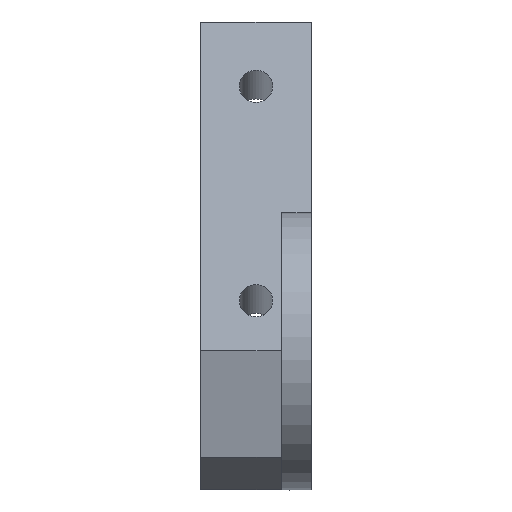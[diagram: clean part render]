
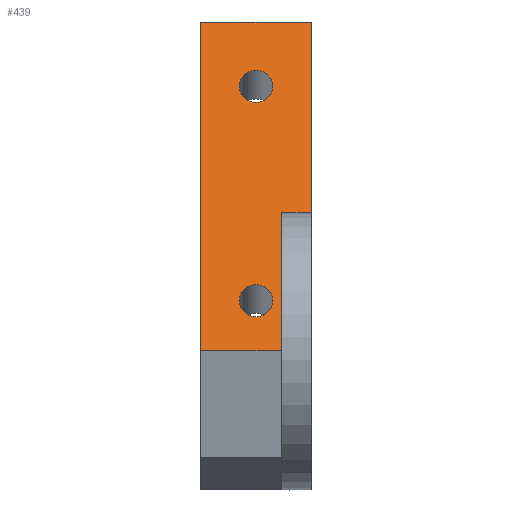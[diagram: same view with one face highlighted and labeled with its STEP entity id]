
A CAD part, front view. The second image highlights one B-rep face of the part: STEP entity #439.
In plain terms, the highlighted planar face has unit normal (0, -0.966, 0.259).
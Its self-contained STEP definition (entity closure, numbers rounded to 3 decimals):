
#15=FACE_BOUND('',#71,.T.);
#16=FACE_BOUND('',#72,.T.);
#31=PLANE('',#480);
#47=FACE_OUTER_BOUND('',#70,.T.);
#70=EDGE_LOOP('',(#319,#320,#321,#322));
#71=EDGE_LOOP('',(#323));
#72=EDGE_LOOP('',(#324));
#110=LINE('',#661,#152);
#111=LINE('',#664,#153);
#112=LINE('',#666,#154);
#113=LINE('',#667,#155);
#152=VECTOR('',#535,10.);
#153=VECTOR('',#538,10.);
#154=VECTOR('',#539,10.);
#155=VECTOR('',#540,10.);
#190=CIRCLE('',#475,1.5);
#192=CIRCLE('',#478,1.5);
#208=VERTEX_POINT('',#644);
#210=VERTEX_POINT('',#650);
#212=VERTEX_POINT('',#655);
#214=VERTEX_POINT('',#659);
#215=VERTEX_POINT('',#663);
#216=VERTEX_POINT('',#665);
#249=EDGE_CURVE('',#208,#208,#190,.T.);
#252=EDGE_CURVE('',#210,#210,#192,.T.);
#256=EDGE_CURVE('',#212,#214,#110,.T.);
#257=EDGE_CURVE('',#215,#214,#111,.T.);
#258=EDGE_CURVE('',#216,#215,#112,.T.);
#259=EDGE_CURVE('',#212,#216,#113,.T.);
#319=ORIENTED_EDGE('',*,*,#256,.T.);
#320=ORIENTED_EDGE('',*,*,#257,.F.);
#321=ORIENTED_EDGE('',*,*,#258,.F.);
#322=ORIENTED_EDGE('',*,*,#259,.F.);
#323=ORIENTED_EDGE('',*,*,#249,.T.);
#324=ORIENTED_EDGE('',*,*,#252,.T.);
#439=ADVANCED_FACE('',(#47,#15,#16),#31,.F.);
#475=AXIS2_PLACEMENT_3D('',#646,#521,#522);
#478=AXIS2_PLACEMENT_3D('',#652,#528,#529);
#480=AXIS2_PLACEMENT_3D('',#662,#536,#537);
#521=DIRECTION('center_axis',(0.,0.966,-0.259));
#522=DIRECTION('ref_axis',(1.,0.,0.));
#528=DIRECTION('center_axis',(0.,0.966,-0.259));
#529=DIRECTION('ref_axis',(1.,0.,0.));
#535=DIRECTION('',(-1.,0.,0.));
#536=DIRECTION('center_axis',(0.,0.966,-0.259));
#537=DIRECTION('ref_axis',(0.,0.259,0.966));
#538=DIRECTION('',(0.,0.259,0.966));
#539=DIRECTION('',(-1.,0.,0.));
#540=DIRECTION('',(0.,-0.259,-0.966));
#644=CARTESIAN_POINT('',(37.478,121.235,37.37));
#646=CARTESIAN_POINT('Origin',(38.978,121.235,37.37));
#650=CARTESIAN_POINT('',(37.478,126.411,56.689));
#652=CARTESIAN_POINT('Origin',(38.978,126.411,56.689));
#655=CARTESIAN_POINT('',(43.978,127.964,62.484));
#659=CARTESIAN_POINT('',(33.978,127.964,62.484));
#661=CARTESIAN_POINT('',(41.978,127.964,62.484));
#662=CARTESIAN_POINT('Origin',(41.978,120.008,32.793));
#663=CARTESIAN_POINT('',(33.978,120.023,32.85));
#664=CARTESIAN_POINT('',(33.978,120.008,32.793));
#665=CARTESIAN_POINT('',(43.978,120.023,32.85));
#666=CARTESIAN_POINT('',(42.128,120.023,32.85));
#667=CARTESIAN_POINT('',(43.978,118.133,25.794));
